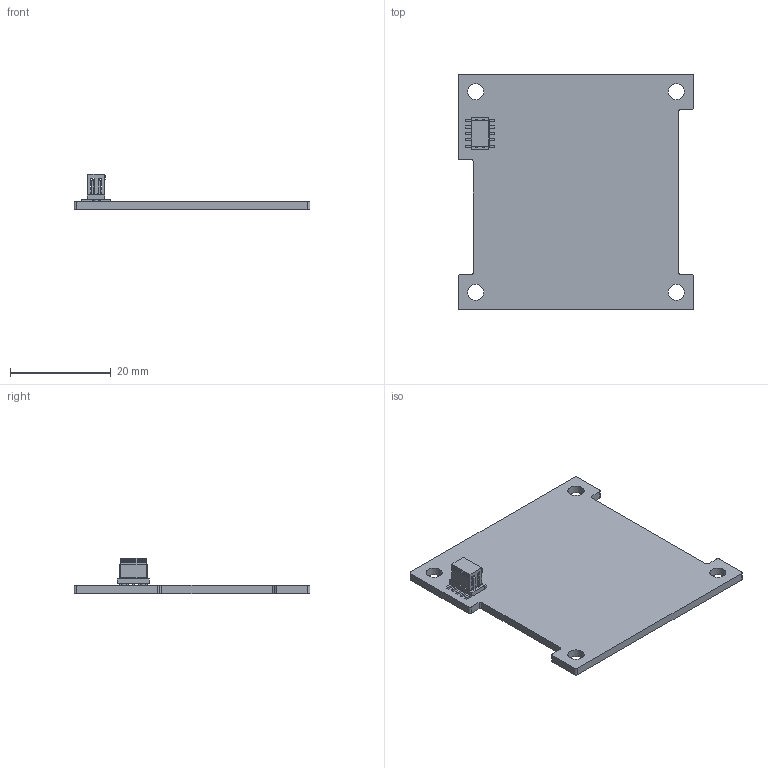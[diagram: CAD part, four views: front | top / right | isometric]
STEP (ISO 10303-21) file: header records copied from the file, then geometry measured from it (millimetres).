
FILE_DESCRIPTION(('KiCad electronic assembly'),'2;1');
FILE_NAME('batteryboard-middle.step','2022-06-29T14:04:48',('Pcbnew'),( 'Kicad'),'Open CASCADE STEP processor 7.6','KiCad to STEP converter' ,'Unknown');
FILE_SCHEMA(('AUTOMOTIVE_DESIGN { 1 0 10303 214 1 1 1 1 }'));
Length unit declared in the file: millimetre
Products named in the file (4): batteryboard-middle 1; FTS-105-01-L-DV-A-P; COMPOUND; batteryboard-middle PCB
Assembly tree (3 placements, depth 3):
  batteryboard-middle 1
    FTS-105-01-L-DV-A-P
      COMPOUND
    batteryboard-middle PCB
Bounding box: 46.8 x 46.8 x 6.96 mm (x, y, z)
Volume: 3264.1 mm3; surface area: 4741.3 mm2
Topology: 5 solids, 5 shells, 218 faces, 580 edges, 374 vertices
Faces by surface type: bspline 186, cylinder 18, plane 14
Full cylindrical faces by diameter (mm): 1.02 x2, 3.2 x4
Entity records: 13312 total; most frequent: CARTESIAN_POINT 5152, B_SPLINE_CURVE_WITH_KNOTS 1334, ORIENTED_EDGE 1160, PCURVE 1160, DEFINITIONAL_REPRESENTATION 1160, EDGE_CURVE 580, SURFACE_CURVE 572, VERTEX_POINT 374
